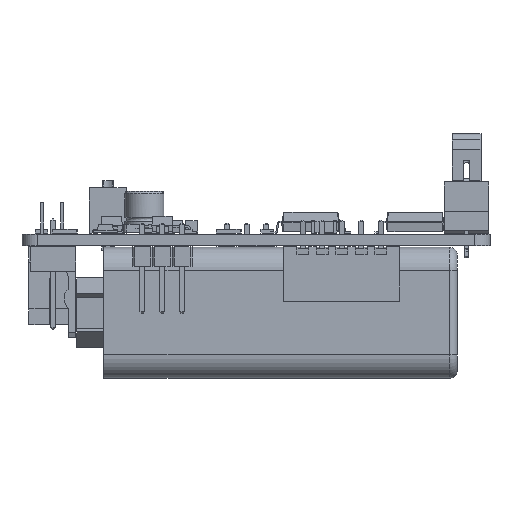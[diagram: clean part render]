
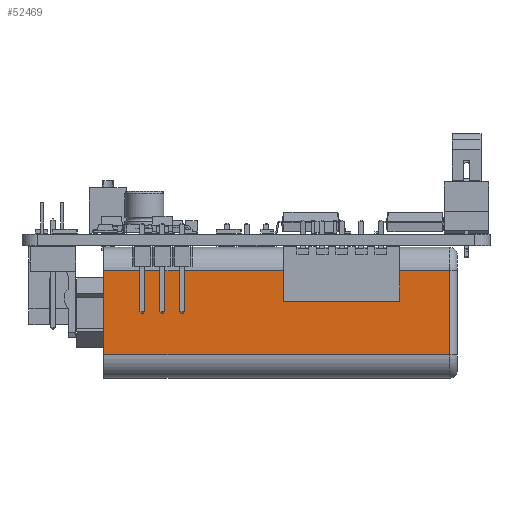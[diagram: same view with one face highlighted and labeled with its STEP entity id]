
A CAD part, left-side view. The second image highlights one B-rep face of the part: STEP entity #52469.
In plain terms, the highlighted face is planar.
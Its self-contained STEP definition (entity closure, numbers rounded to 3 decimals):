
#52469 = ADVANCED_FACE('',(#52470),#52504,.T.);
#52470 = FACE_BOUND('',#52471,.T.);
#52471 = EDGE_LOOP('',(#52472,#52482,#52490,#52498));
#52472 = ORIENTED_EDGE('',*,*,#52473,.F.);
#52473 = EDGE_CURVE('',#52474,#52476,#52478,.T.);
#52474 = VERTEX_POINT('',#52475);
#52475 = CARTESIAN_POINT('',(44.3,13.05,5.4));
#52476 = VERTEX_POINT('',#52477);
#52477 = CARTESIAN_POINT('',(0.,13.05,5.4));
#52478 = LINE('',#52479,#52480);
#52479 = CARTESIAN_POINT('',(45.3,13.05,5.4));
#52480 = VECTOR('',#52481,1.);
#52481 = DIRECTION('',(-1.,0.,0.));
#52482 = ORIENTED_EDGE('',*,*,#52483,.T.);
#52483 = EDGE_CURVE('',#52474,#52484,#52486,.T.);
#52484 = VERTEX_POINT('',#52485);
#52485 = CARTESIAN_POINT('',(44.3,13.05,-5.4));
#52486 = LINE('',#52487,#52488);
#52487 = CARTESIAN_POINT('',(44.3,13.05,0.));
#52488 = VECTOR('',#52489,1.);
#52489 = DIRECTION('',(0.,0.,-1.));
#52490 = ORIENTED_EDGE('',*,*,#52491,.T.);
#52491 = EDGE_CURVE('',#52484,#52492,#52494,.T.);
#52492 = VERTEX_POINT('',#52493);
#52493 = CARTESIAN_POINT('',(0.,13.05,-5.4));
#52494 = LINE('',#52495,#52496);
#52495 = CARTESIAN_POINT('',(0.,13.05,-5.4));
#52496 = VECTOR('',#52497,1.);
#52497 = DIRECTION('',(-1.,0.,0.));
#52498 = ORIENTED_EDGE('',*,*,#52499,.F.);
#52499 = EDGE_CURVE('',#52476,#52492,#52500,.T.);
#52500 = LINE('',#52501,#52502);
#52501 = CARTESIAN_POINT('',(0.,13.05,0.));
#52502 = VECTOR('',#52503,1.);
#52503 = DIRECTION('',(0.,0.,-1.));
#52504 = PLANE('',#52505);
#52505 = AXIS2_PLACEMENT_3D('',#52506,#52507,#52508);
#52506 = CARTESIAN_POINT('',(45.3,13.05,0.));
#52507 = DIRECTION('',(0.,1.,0.));
#52508 = DIRECTION('',(0.,0.,1.));
